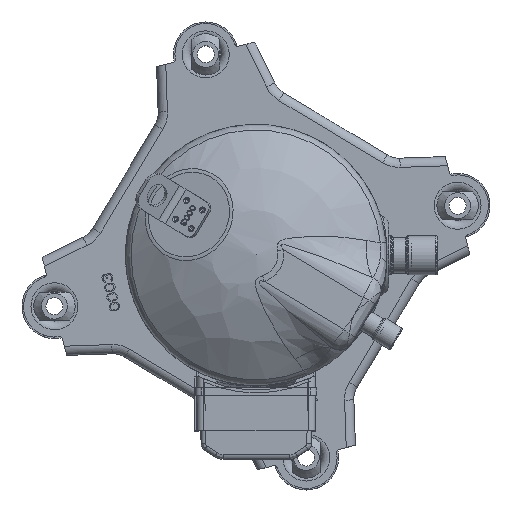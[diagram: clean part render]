
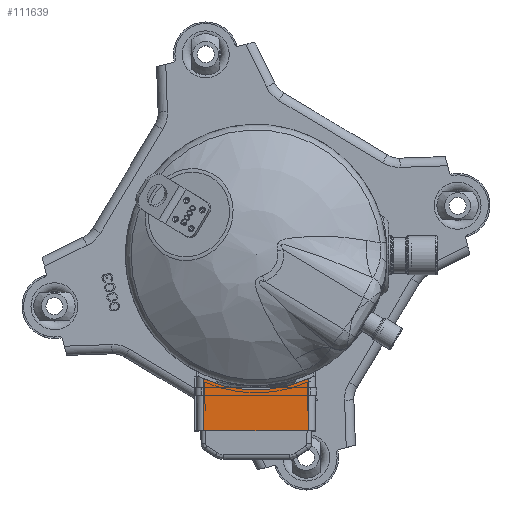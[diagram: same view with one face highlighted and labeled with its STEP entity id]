
A CAD part, top view. The second image highlights one B-rep face of the part: STEP entity #111639.
In plain terms, the highlighted face is planar.
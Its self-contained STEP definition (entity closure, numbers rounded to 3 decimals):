
#109924=CARTESIAN_POINT('',(-34.,54.,-80.168));
#109925=VERTEX_POINT('',#109924);
#109939=CARTESIAN_POINT('',(34.,54.,-80.168));
#109940=VERTEX_POINT('',#109939);
#109941=CARTESIAN_POINT('',(0.,54.,-5.));
#109942=DIRECTION('',(0.,-1.,0.));
#109943=DIRECTION('',(0.,0.,-1.));
#109944=AXIS2_PLACEMENT_3D('',#109941,#109942,#109943);
#109945=CIRCLE('',#109944,82.5);
#109946=EDGE_CURVE('',#109925,#109940,#109945,.T.);
#111355=CARTESIAN_POINT('',(34.,54.,-114.));
#111356=VERTEX_POINT('',#111355);
#111364=CARTESIAN_POINT('',(-34.,54.,-114.));
#111365=VERTEX_POINT('',#111364);
#111366=CARTESIAN_POINT('',(34.,54.,-114.));
#111367=DIRECTION('',(-1.,-0.,0.));
#111368=VECTOR('',#111367,68.);
#111369=LINE('',#111366,#111368);
#111370=EDGE_CURVE('',#111356,#111365,#111369,.T.);
#111613=CARTESIAN_POINT('',(-34.,54.,-80.168));
#111614=DIRECTION('',(0.,0.,-1.));
#111615=VECTOR('',#111614,33.832);
#111616=LINE('',#111613,#111615);
#111617=EDGE_CURVE('',#109925,#111365,#111616,.T.);
#111623=CARTESIAN_POINT('',(34.,54.,-79.));
#111624=DIRECTION('',(0.,-1.,0.));
#111625=DIRECTION('',(-1.,0.,0.));
#111626=AXIS2_PLACEMENT_3D('',#111623,#111624,#111625);
#111627=PLANE('',#111626);
#111628=ORIENTED_EDGE('',*,*,#111617,.T.);
#111629=ORIENTED_EDGE('',*,*,#111370,.F.);
#111630=CARTESIAN_POINT('',(34.,54.,-80.168));
#111631=DIRECTION('',(0.,0.,-1.));
#111632=VECTOR('',#111631,33.832);
#111633=LINE('',#111630,#111632);
#111634=EDGE_CURVE('',#109940,#111356,#111633,.T.);
#111635=ORIENTED_EDGE('',*,*,#111634,.F.);
#111636=ORIENTED_EDGE('',*,*,#109946,.F.);
#111637=EDGE_LOOP('',(#111628,#111629,#111635,#111636));
#111638=FACE_BOUND('',#111637,.T.);
#111639=ADVANCED_FACE('',(#111638),#111627,.T.);
